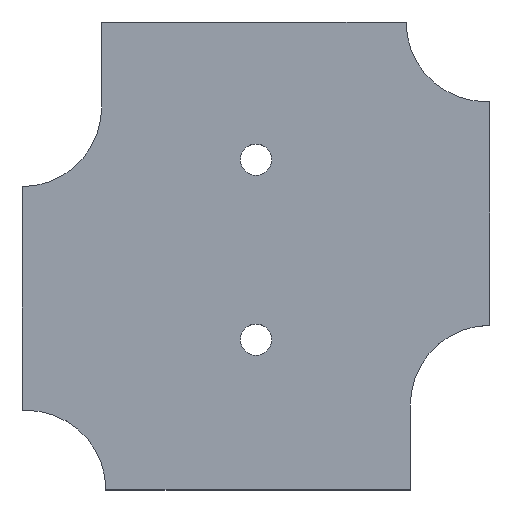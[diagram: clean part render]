
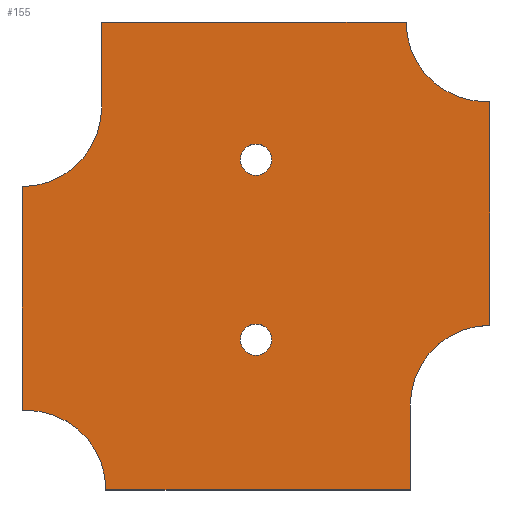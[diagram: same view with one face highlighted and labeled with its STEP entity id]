
A CAD part, top view. The second image highlights one B-rep face of the part: STEP entity #155.
In plain terms, the highlighted planar face has unit normal (0, 0, 1).
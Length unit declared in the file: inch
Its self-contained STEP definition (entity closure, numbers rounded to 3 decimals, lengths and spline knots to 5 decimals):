
#11 = CARTESIAN_POINT ( 'NONE',  ( -1.1015, 0.3265, 0.064 ) ) ;
#27 = CARTESIAN_POINT ( 'NONE',  ( -0.7265, 0., 0.064 ) ) ;
#29 = VECTOR ( 'NONE', #38, 39.37008 ) ;
#31 = ORIENTED_EDGE ( 'NONE', *, *, #506, .T. ) ;
#33 = EDGE_LOOP ( 'NONE', ( #511 ) ) ;
#38 = DIRECTION ( 'NONE',  ( 1., 0., 0. ) ) ;
#39 = DIRECTION ( 'NONE',  ( -1., 0., 0. ) ) ;
#41 = LINE ( 'NONE', #526, #29 ) ;
#47 = VECTOR ( 'NONE', #550, 39.37008 ) ;
#48 = CARTESIAN_POINT ( 'NONE',  ( -0.0735, 0.4535, 0.064 ) ) ;
#50 = CARTESIAN_POINT ( 'NONE',  ( 0.7065, 1.1015, 0.064 ) ) ;
#53 = EDGE_CURVE ( 'NONE', #303, #303, #113, .T. ) ;
#67 = DIRECTION ( 'NONE',  ( 0., 0., -1. ) ) ;
#76 = LINE ( 'NONE', #27, #327 ) ;
#82 = LINE ( 'NONE', #289, #119 ) ;
#87 = VERTEX_POINT ( 'NONE', #48 ) ;
#88 = EDGE_CURVE ( 'NONE', #575, #325, #142, .T. ) ;
#97 = VECTOR ( 'NONE', #294, 39.37008 ) ;
#103 = VERTEX_POINT ( 'NONE', #540 ) ;
#110 = FACE_OUTER_BOUND ( 'NONE', #131, .T. ) ;
#113 = CIRCLE ( 'NONE', #208, 0.0735 ) ;
#114 = CARTESIAN_POINT ( 'NONE',  ( -1.1015, 0., 0.064 ) ) ;
#115 = VERTEX_POINT ( 'NONE', #11 ) ;
#118 = CARTESIAN_POINT ( 'NONE',  ( 1.1015, -0.3265, 0.064 ) ) ;
#119 = VECTOR ( 'NONE', #564, 39.37008 ) ;
#120 = EDGE_CURVE ( 'NONE', #87, #87, #257, .T. ) ;
#124 = DIRECTION ( 'NONE',  ( -1., 0., 0. ) ) ;
#127 = ORIENTED_EDGE ( 'NONE', *, *, #418, .T. ) ;
#128 = AXIS2_PLACEMENT_3D ( 'NONE', #514, #251, #464 ) ;
#130 = CARTESIAN_POINT ( 'NONE',  ( 1.1015, 0., 0.064 ) ) ;
#131 = EDGE_LOOP ( 'NONE', ( #31, #421, #367, #567, #377, #544, #412, #297, #192, #127, #371, #152 ) ) ;
#135 = AXIS2_PLACEMENT_3D ( 'NONE', #413, #67, #272 ) ;
#138 = CARTESIAN_POINT ( 'NONE',  ( 0.7265, -1.1015, 0.064 ) ) ;
#142 = LINE ( 'NONE', #527, #188 ) ;
#143 = VECTOR ( 'NONE', #559, 39.37008 ) ;
#152 = ORIENTED_EDGE ( 'NONE', *, *, #426, .T. ) ;
#155 = ADVANCED_FACE ( 'NONE', ( #195, #547, #110 ), #229, .T. ) ;
#157 = VERTEX_POINT ( 'NONE', #416 ) ;
#168 = AXIS2_PLACEMENT_3D ( 'NONE', #176, #445, #533 ) ;
#171 = EDGE_LOOP ( 'NONE', ( #234 ) ) ;
#176 = CARTESIAN_POINT ( 'NONE',  ( 1.0815, 1.1015, 0.064 ) ) ;
#183 = CIRCLE ( 'NONE', #168, 0.375 ) ;
#188 = VECTOR ( 'NONE', #307, 39.37008 ) ;
#192 = ORIENTED_EDGE ( 'NONE', *, *, #400, .T. ) ;
#195 = FACE_BOUND ( 'NONE', #33, .T. ) ;
#203 = CIRCLE ( 'NONE', #128, 0.375 ) ;
#207 = VERTEX_POINT ( 'NONE', #411 ) ;
#208 = AXIS2_PLACEMENT_3D ( 'NONE', #299, #436, #39 ) ;
#209 = CARTESIAN_POINT ( 'NONE',  ( 0.7265, -0.7015, 0.064 ) ) ;
#214 = AXIS2_PLACEMENT_3D ( 'NONE', #330, #516, #124 ) ;
#220 = LINE ( 'NONE', #529, #222 ) ;
#222 = VECTOR ( 'NONE', #258, 39.37008 ) ;
#229 = PLANE ( 'NONE',  #357 ) ;
#234 = ORIENTED_EDGE ( 'NONE', *, *, #53, .T. ) ;
#237 = EDGE_CURVE ( 'NONE', #115, #157, #366, .T. ) ;
#251 = DIRECTION ( 'NONE',  ( 0., 0., -1. ) ) ;
#252 = VERTEX_POINT ( 'NONE', #491 ) ;
#257 = CIRCLE ( 'NONE', #135, 0.0735 ) ;
#258 = DIRECTION ( 'NONE',  ( -1., 0., 0. ) ) ;
#264 = CARTESIAN_POINT ( 'NONE',  ( -1.0815, -0.7265, 0.064 ) ) ;
#270 = CARTESIAN_POINT ( 'NONE',  ( -1.0815, -1.1015, 0.064 ) ) ;
#272 = DIRECTION ( 'NONE',  ( -1., 0., 0. ) ) ;
#285 = CARTESIAN_POINT ( 'NONE',  ( 1.0815, 0.7265, 0.064 ) ) ;
#289 = CARTESIAN_POINT ( 'NONE',  ( 0., -1.1015, 0.064 ) ) ;
#292 = VERTEX_POINT ( 'NONE', #430 ) ;
#294 = DIRECTION ( 'NONE',  ( -1., 0., 0. ) ) ;
#297 = ORIENTED_EDGE ( 'NONE', *, *, #478, .T. ) ;
#299 = CARTESIAN_POINT ( 'NONE',  ( 0., -0.39384, 0.064 ) ) ;
#303 = VERTEX_POINT ( 'NONE', #438 ) ;
#307 = DIRECTION ( 'NONE',  ( 0., 1., 0. ) ) ;
#310 = EDGE_CURVE ( 'NONE', #103, #575, #82, .T. ) ;
#312 = CARTESIAN_POINT ( 'NONE',  ( 0., 0., 0.064 ) ) ;
#320 = VERTEX_POINT ( 'NONE', #118 ) ;
#321 = DIRECTION ( 'NONE',  ( 0., 0., 1. ) ) ;
#324 = DIRECTION ( 'NONE',  ( 0., -1., 0. ) ) ;
#325 = VERTEX_POINT ( 'NONE', #209 ) ;
#327 = VECTOR ( 'NONE', #324, 39.37008 ) ;
#330 = CARTESIAN_POINT ( 'NONE',  ( -1.1015, 0.7015, 0.064 ) ) ;
#341 = EDGE_CURVE ( 'NONE', #325, #320, #203, .T. ) ;
#357 = AXIS2_PLACEMENT_3D ( 'NONE', #312, #321, #364 ) ;
#363 = EDGE_CURVE ( 'NONE', #207, #292, #518, .T. ) ;
#364 = DIRECTION ( 'NONE',  ( 1., 0., 0. ) ) ;
#366 = LINE ( 'NONE', #114, #47 ) ;
#367 = ORIENTED_EDGE ( 'NONE', *, *, #88, .T. ) ;
#371 = ORIENTED_EDGE ( 'NONE', *, *, #237, .T. ) ;
#377 = ORIENTED_EDGE ( 'NONE', *, *, #399, .T. ) ;
#394 = DIRECTION ( 'NONE',  ( 0., 0., -1. ) ) ;
#399 = EDGE_CURVE ( 'NONE', #320, #207, #420, .T. ) ;
#400 = EDGE_CURVE ( 'NONE', #500, #252, #76, .T. ) ;
#411 = CARTESIAN_POINT ( 'NONE',  ( 1.1015, 0.7265, 0.064 ) ) ;
#412 = ORIENTED_EDGE ( 'NONE', *, *, #524, .T. ) ;
#413 = CARTESIAN_POINT ( 'NONE',  ( 0., 0.4535, 0.064 ) ) ;
#415 = AXIS2_PLACEMENT_3D ( 'NONE', #270, #394, #484 ) ;
#416 = CARTESIAN_POINT ( 'NONE',  ( -1.1015, -0.7265, 0.064 ) ) ;
#418 = EDGE_CURVE ( 'NONE', #252, #115, #462, .T. ) ;
#420 = LINE ( 'NONE', #130, #143 ) ;
#421 = ORIENTED_EDGE ( 'NONE', *, *, #310, .T. ) ;
#426 = EDGE_CURVE ( 'NONE', #157, #563, #41, .T. ) ;
#430 = CARTESIAN_POINT ( 'NONE',  ( 1.0815, 0.7265, 0.064 ) ) ;
#436 = DIRECTION ( 'NONE',  ( 0., 0., -1. ) ) ;
#438 = CARTESIAN_POINT ( 'NONE',  ( -0.0735, -0.39384, 0.064 ) ) ;
#445 = DIRECTION ( 'NONE',  ( 0., 0., -1. ) ) ;
#462 = CIRCLE ( 'NONE', #214, 0.375 ) ;
#464 = DIRECTION ( 'NONE',  ( -1., 0., 0. ) ) ;
#478 = EDGE_CURVE ( 'NONE', #534, #500, #220, .T. ) ;
#482 = CARTESIAN_POINT ( 'NONE',  ( -0.7265, 1.1015, 0.064 ) ) ;
#484 = DIRECTION ( 'NONE',  ( -1., 0., 0. ) ) ;
#491 = CARTESIAN_POINT ( 'NONE',  ( -0.7265, 0.7015, 0.064 ) ) ;
#500 = VERTEX_POINT ( 'NONE', #482 ) ;
#506 = EDGE_CURVE ( 'NONE', #563, #103, #539, .T. ) ;
#511 = ORIENTED_EDGE ( 'NONE', *, *, #120, .T. ) ;
#514 = CARTESIAN_POINT ( 'NONE',  ( 1.1015, -0.7015, 0.064 ) ) ;
#516 = DIRECTION ( 'NONE',  ( 0., 0., -1. ) ) ;
#518 = LINE ( 'NONE', #285, #97 ) ;
#524 = EDGE_CURVE ( 'NONE', #292, #534, #183, .T. ) ;
#526 = CARTESIAN_POINT ( 'NONE',  ( -1.0815, -0.7265, 0.064 ) ) ;
#527 = CARTESIAN_POINT ( 'NONE',  ( 0.7265, 0., 0.064 ) ) ;
#529 = CARTESIAN_POINT ( 'NONE',  ( 0., 1.1015, 0.064 ) ) ;
#533 = DIRECTION ( 'NONE',  ( -1., 0., 0. ) ) ;
#534 = VERTEX_POINT ( 'NONE', #50 ) ;
#539 = CIRCLE ( 'NONE', #415, 0.375 ) ;
#540 = CARTESIAN_POINT ( 'NONE',  ( -0.7065, -1.1015, 0.064 ) ) ;
#544 = ORIENTED_EDGE ( 'NONE', *, *, #363, .T. ) ;
#547 = FACE_BOUND ( 'NONE', #171, .T. ) ;
#550 = DIRECTION ( 'NONE',  ( 0., -1., 0. ) ) ;
#559 = DIRECTION ( 'NONE',  ( 0., 1., 0. ) ) ;
#563 = VERTEX_POINT ( 'NONE', #264 ) ;
#564 = DIRECTION ( 'NONE',  ( 1., 0., 0. ) ) ;
#567 = ORIENTED_EDGE ( 'NONE', *, *, #341, .T. ) ;
#575 = VERTEX_POINT ( 'NONE', #138 ) ;
